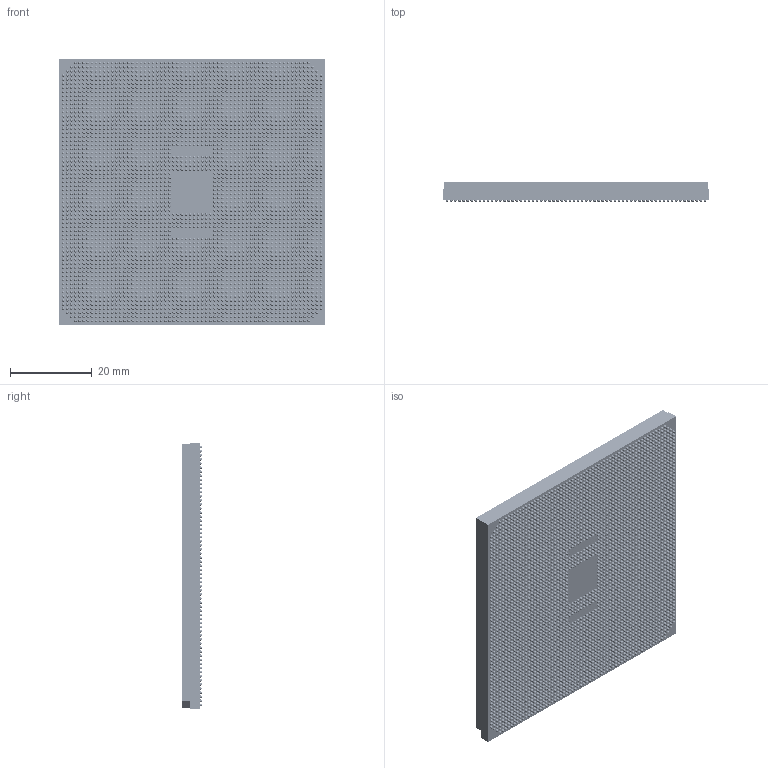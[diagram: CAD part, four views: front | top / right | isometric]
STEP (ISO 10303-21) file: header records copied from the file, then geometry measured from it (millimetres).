
FILE_DESCRIPTION((''),'2;1');
FILE_NAME('00_VP1802_OBG0307_ASM','2021-01-08T',('cycke'),(''),'PRO/ENGINEER BY PARAMETRIC TECHNOLOGY CORPORATION, 2013230','PRO/ENGINEER BY PARAMETRIC TECHNOLOGY CORPORATION, 2013230','');
FILE_SCHEMA(('CONFIG_CONTROL_DESIGN'));
Length unit declared in the file: millimetre
Products named in the file (6): SUBSTRATE; STIFFENER; DIE; BGA; BGA_ASSY_ASM; 00_VP1802_OBG0307_ASM
Assembly tree (3936 placements, depth 3):
  00_VP1802_OBG0307_ASM
    SUBSTRATE
    STIFFENER
    DIE
    BGA_ASSY_ASM
      BGA  x3932
Bounding box: 65 x 4.86 x 65 mm (x, y, z)
Volume: 14921.3 mm3; surface area: 21457.7 mm2
Topology: 3935 solids, 3935 shells, 19703 faces, 39419 edges, 19722 vertices
Faces by surface type: cylinder 7876, sphere 7864, plane 3959, bspline 4
Entity records: 48860 total; most frequent: DIRECTION 15965, CARTESIAN_POINT 8331, AXIS2_PLACEMENT_3D 7948, PRODUCT_DEFINITION_SHAPE 3942, ITEM_DEFINED_TRANSFORMATION 3936, CONTEXT_DEPENDENT_SHAPE_REPRESENTATION 3936, NEXT_ASSEMBLY_USAGE_OCCURRENCE 3936, ORIENTED_EDGE 206
